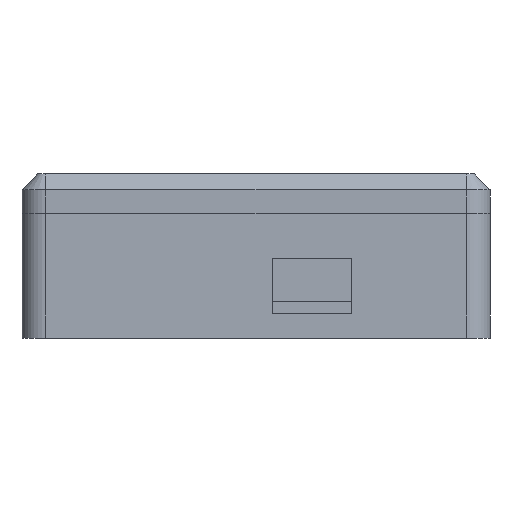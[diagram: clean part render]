
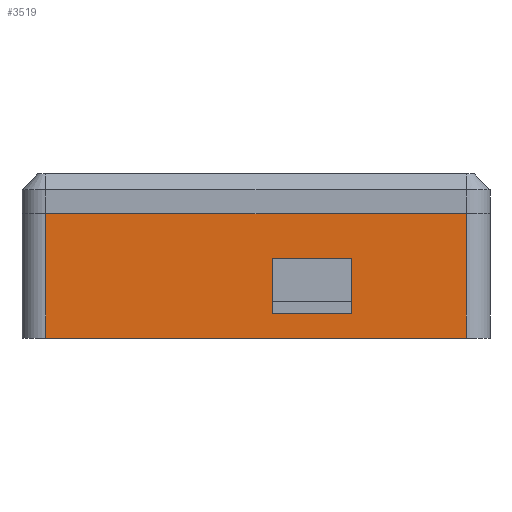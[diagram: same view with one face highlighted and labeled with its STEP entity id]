
A CAD part, left-side view. The second image highlights one B-rep face of the part: STEP entity #3519.
In plain terms, the highlighted planar face has unit normal (-1, 0, 0).
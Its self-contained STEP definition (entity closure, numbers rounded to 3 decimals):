
#432=FACE_BOUND('',#835,.T.);
#558=FACE_OUTER_BOUND('',#834,.T.);
#834=EDGE_LOOP('',(#2827,#2828,#2829,#2830));
#835=EDGE_LOOP('',(#2831,#2832,#2833,#2834));
#1064=LINE('',#5951,#1364);
#1068=LINE('',#5959,#1368);
#1071=LINE('',#5965,#1371);
#1074=LINE('',#5970,#1374);
#1090=LINE('',#6009,#1390);
#1092=LINE('',#6025,#1392);
#1094=LINE('',#6031,#1394);
#1095=LINE('',#6032,#1395);
#1364=VECTOR('',#4580,10.);
#1368=VECTOR('',#4586,10.);
#1371=VECTOR('',#4591,10.);
#1374=VECTOR('',#4596,10.);
#1390=VECTOR('',#4624,10.);
#1392=VECTOR('',#4640,10.);
#1394=VECTOR('',#4646,10.);
#1395=VECTOR('',#4647,10.);
#1687=VERTEX_POINT('',#5949);
#1688=VERTEX_POINT('',#5950);
#1691=VERTEX_POINT('',#5958);
#1693=VERTEX_POINT('',#5964);
#1710=VERTEX_POINT('',#6006);
#1711=VERTEX_POINT('',#6008);
#1718=VERTEX_POINT('',#6024);
#1720=VERTEX_POINT('',#6030);
#2078=EDGE_CURVE('',#1687,#1688,#1064,.T.);
#2082=EDGE_CURVE('',#1691,#1687,#1068,.T.);
#2085=EDGE_CURVE('',#1693,#1691,#1071,.T.);
#2088=EDGE_CURVE('',#1688,#1693,#1074,.T.);
#2107=EDGE_CURVE('',#1710,#1711,#1090,.T.);
#2115=EDGE_CURVE('',#1711,#1718,#1092,.T.);
#2118=EDGE_CURVE('',#1720,#1710,#1094,.T.);
#2119=EDGE_CURVE('',#1718,#1720,#1095,.T.);
#2827=ORIENTED_EDGE('',*,*,#2115,.F.);
#2828=ORIENTED_EDGE('',*,*,#2107,.F.);
#2829=ORIENTED_EDGE('',*,*,#2118,.F.);
#2830=ORIENTED_EDGE('',*,*,#2119,.F.);
#2831=ORIENTED_EDGE('',*,*,#2078,.T.);
#2832=ORIENTED_EDGE('',*,*,#2088,.T.);
#2833=ORIENTED_EDGE('',*,*,#2085,.T.);
#2834=ORIENTED_EDGE('',*,*,#2082,.T.);
#3314=PLANE('',#3877);
#3519=ADVANCED_FACE('',(#558,#432),#3314,.T.);
#3877=AXIS2_PLACEMENT_3D('',#6029,#4644,#4645);
#4580=DIRECTION('',(0.,0.,-1.));
#4586=DIRECTION('',(0.,-1.,0.));
#4591=DIRECTION('',(0.,0.,1.));
#4596=DIRECTION('',(0.,1.,0.));
#4624=DIRECTION('',(0.,-1.,0.));
#4640=DIRECTION('',(0.,0.,-1.));
#4644=DIRECTION('center_axis',(-1.,0.,0.));
#4645=DIRECTION('ref_axis',(0.,-1.,0.));
#4646=DIRECTION('',(0.,0.,1.));
#4647=DIRECTION('',(0.,1.,0.));
#5949=CARTESIAN_POINT('',(-42.5,-12.048,10.098));
#5950=CARTESIAN_POINT('',(-42.5,-12.048,3.098));
#5951=CARTESIAN_POINT('',(-42.5,-12.048,5.049));
#5958=CARTESIAN_POINT('',(-42.5,-2.048,10.098));
#5959=CARTESIAN_POINT('',(-42.5,13.726,10.098));
#5964=CARTESIAN_POINT('',(-42.5,-2.048,3.098));
#5965=CARTESIAN_POINT('',(-42.5,-2.048,1.549));
#5970=CARTESIAN_POINT('',(-42.5,8.726,3.098));
#6006=CARTESIAN_POINT('',(-42.5,26.5,15.7));
#6008=CARTESIAN_POINT('',(-42.5,-26.5,15.7));
#6009=CARTESIAN_POINT('',(-42.5,14.75,15.7));
#6024=CARTESIAN_POINT('',(-42.5,-26.5,0.));
#6025=CARTESIAN_POINT('',(-42.5,-26.5,0.));
#6029=CARTESIAN_POINT('Origin',(-42.5,29.5,0.));
#6030=CARTESIAN_POINT('',(-42.5,26.5,0.));
#6031=CARTESIAN_POINT('',(-42.5,26.5,0.));
#6032=CARTESIAN_POINT('',(-42.5,-29.5,0.));
